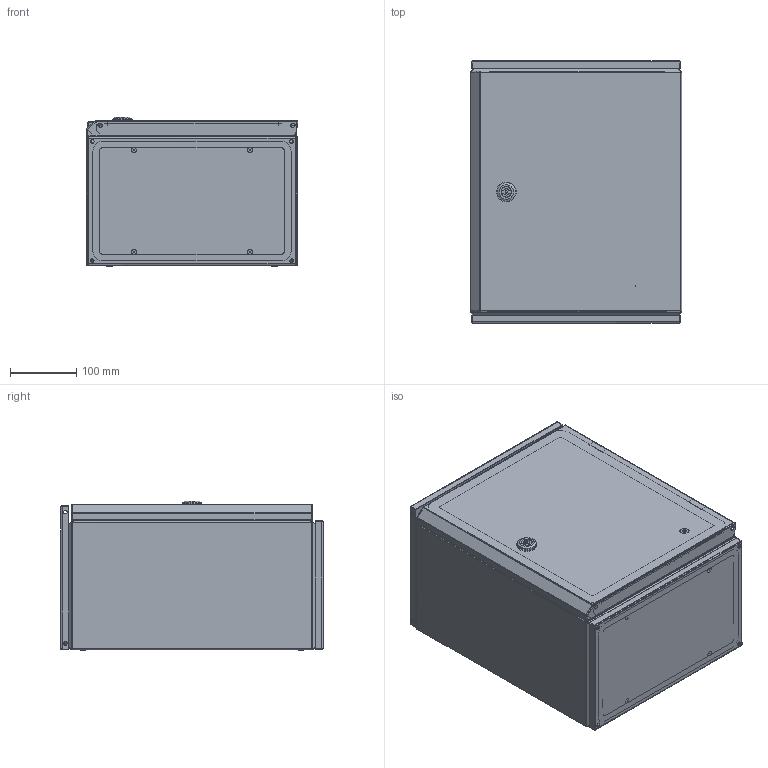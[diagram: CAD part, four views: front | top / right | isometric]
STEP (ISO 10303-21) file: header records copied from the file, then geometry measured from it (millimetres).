
FILE_DESCRIPTION (( 'STEP AP214' ), '1' );
FILE_NAME ('椗眅-40.32.22 鏢鳧鼏 IP66 EKF PROxima.STEP', '2022-06-28T07:04:12', ( '' ), ( '' ), 'SwSTEP 2.0', 'SolidWorks 2021', '' );
FILE_SCHEMA (( 'AUTOMOTIVE_DESIGN' ));
Length unit declared in the file: millimetre
Products named in the file (22): ÌÈ-2453.03.00.000 Êðûøêà íèæíÿÿ â ñáîðå; hex flange nut_din_Hexagon Flange Nut DIN 6923 - M6 - N; Îñü ïåòëè 4õ52_‚¨­â A.M4x0,5x40 ƒŽ‘’ 11644-75; ÌÈ-2453.01.00.001 Ïåðåìû÷êà; ﾌﾈ-2453.04.00.001 ﾄ粢; ÌÈ-2453.01.01.000 Ñòåíêà çàäíÿÿ â ñáîðå; Øïèëüêà Ì6õ12; ÌÈ-2453.02.00.001 Êðûøêà âåðõíÿÿ; 椗眅-40.32.22 鏢鳧鼏 IP66 EKF PROxima; Çàãëóøêà äëÿ îòâô6; Çàìîê áîëüøîé; Øïèëüêà ïðèâàðíàÿ Ì6õ16 DIN 13918; Ïåòëÿ íà äâåðü ï-îáðàçíàÿ; Íàâåñêà íà êîðïóñ ïîä êëåïêó; ÌÈ-2453.03.00.001 Êðûøêà íèæíÿÿ; rivet 02_din_DIN 660-4x8-St-A-3; ÓÊ íà äâåðü ÌÈ-2453; ÌÈ-2453.04.00.000 Äâåðü â ñáîðå; ÌÈ-2453.02.00.000 Êðûøêà âåðõíÿÿ â ñáîðå; ÌÈ-2453.01.00.000 Êîðïóñ â ñáîðå; 邮 磬 牮牦 倘-2453; ÌÈ-2453.01.01.001 Ñòåíêà çàäíÿÿ
Assembly tree (51 placements, depth 4):
  椗眅-40.32.22 鏢鳧鼏 IP66 EKF PROxima
    ÌÈ-2453.01.00.000 Êîðïóñ â ñáîðå
      ÌÈ-2453.01.01.000 Ñòåíêà çàäíÿÿ â ñáîðå
        ÌÈ-2453.01.01.001 Ñòåíêà çàäíÿÿ
        Øïèëüêà Ì6õ12
      ÌÈ-2453.01.00.001 Ïåðåìû÷êà  x2
    ÌÈ-2453.04.00.000 Äâåðü â ñáîðå
      ﾌﾈ-2453.04.00.001 ﾄ粢
      Çàìîê áîëüøîé
      ÓÊ íà äâåðü ÌÈ-2453
      Øïèëüêà Ì6õ12
      Ïåòëÿ íà äâåðü ï-îáðàçíàÿ  x2
    hex flange nut_din_Hexagon Flange Nut DIN 6923 - M6 - N  x12
    Íàâåñêà íà êîðïóñ ïîä êëåïêó  x2
    rivet 02_din_DIN 660-4x8-St-A-3  x4
    ÌÈ-2453.03.00.000 Êðûøêà íèæíÿÿ â ñáîðå
      ÌÈ-2453.03.00.001 Êðûøêà íèæíÿÿ
      Øïèëüêà ïðèâàðíàÿ Ì6õ16 DIN 13918  x4
      邮 磬 牮牦 倘-2453
    ÌÈ-2453.02.00.000 Êðûøêà âåðõíÿÿ â ñáîðå
      ÌÈ-2453.02.00.001 Êðûøêà âåðõíÿÿ
      邮 磬 牮牦 倘-2453
      Øïèëüêà ïðèâàðíàÿ Ì6õ16 DIN 13918  x4
    Çàãëóøêà äëÿ îòâô6  x4
    Îñü ïåòëè 4õ52_‚¨­â A.M4x0,5x40 ƒŽ‘’ 11644-75  x2
Bounding box: 320.02 x 397.39 x 227.04 mm (x, y, z)
Volume: 957527.5 mm3; surface area: 1478065.7 mm2
Topology: 46 solids, 51 shells, 1587 faces, 3527 edges, 2085 vertices
Faces by surface type: plane 716, cylinder 508, cone 174, bspline 113, torus 68, sphere 8
Entity records: 30382 total; most frequent: CARTESIAN_POINT 6874, DIRECTION 4508, ORIENTED_EDGE 4218, EDGE_CURVE 2109, AXIS2_PLACEMENT_3D 1607, LINE 1294, VECTOR 1294, VERTEX_POINT 1260
